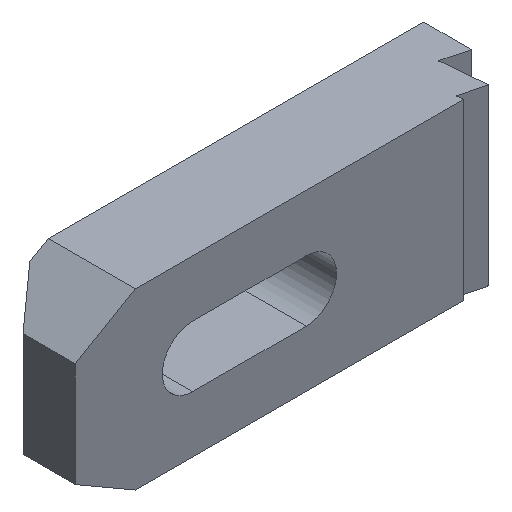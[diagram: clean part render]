
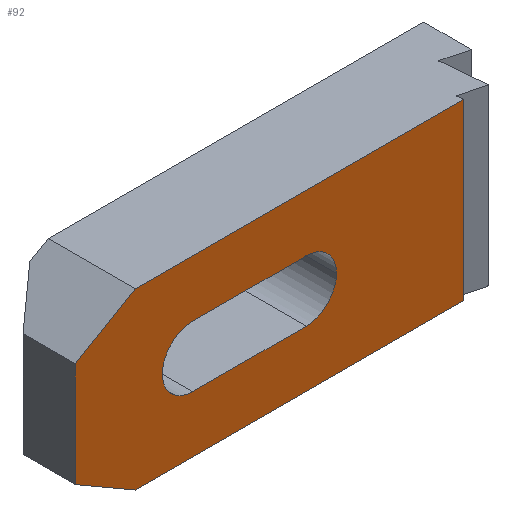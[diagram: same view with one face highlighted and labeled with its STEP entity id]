
A CAD part, isometric view. The second image highlights one B-rep face of the part: STEP entity #92.
In plain terms, the highlighted planar face has unit normal (0, -1, 0).
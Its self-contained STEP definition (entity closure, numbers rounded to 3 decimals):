
#92=ADVANCED_FACE('',(#130,#131),#132,.T.);
#130=FACE_BOUND('',#170,.T.);
#131=FACE_OUTER_BOUND('',#171,.T.);
#132=PLANE('',#172);
#170=EDGE_LOOP('',(#308,#309,#310,#311,#312,#313));
#171=EDGE_LOOP('',(#314,#315,#316,#317,#318,#319));
#172=AXIS2_PLACEMENT_3D('',#320,#321,#322);
#308=ORIENTED_EDGE('',*,*,#339,.T.);
#309=ORIENTED_EDGE('',*,*,#344,.T.);
#310=ORIENTED_EDGE('',*,*,#345,.T.);
#311=ORIENTED_EDGE('',*,*,#348,.T.);
#312=ORIENTED_EDGE('',*,*,#337,.T.);
#313=ORIENTED_EDGE('',*,*,#350,.T.);
#314=ORIENTED_EDGE('',*,*,#354,.T.);
#315=ORIENTED_EDGE('',*,*,#367,.F.);
#316=ORIENTED_EDGE('',*,*,#365,.T.);
#317=ORIENTED_EDGE('',*,*,#384,.T.);
#318=ORIENTED_EDGE('',*,*,#368,.T.);
#319=ORIENTED_EDGE('',*,*,#381,.T.);
#320=CARTESIAN_POINT('',(50.0,0.0,0.0));
#321=DIRECTION('',(0.0,-1.0,0.0));
#322=DIRECTION('',(1.0,0.0,0.0));
#337=EDGE_CURVE('',#386,#390,#392,.T.);
#339=EDGE_CURVE('',#396,#393,#397,.T.);
#344=EDGE_CURVE('',#393,#403,#405,.T.);
#345=EDGE_CURVE('',#403,#406,#407,.T.);
#348=EDGE_CURVE('',#406,#386,#411,.T.);
#350=EDGE_CURVE('',#390,#396,#413,.T.);
#354=EDGE_CURVE('',#420,#418,#421,.T.);
#365=EDGE_CURVE('',#439,#437,#440,.T.);
#367=EDGE_CURVE('',#439,#418,#442,.T.);
#368=EDGE_CURVE('',#443,#444,#445,.T.);
#381=EDGE_CURVE('',#444,#420,#466,.T.);
#384=EDGE_CURVE('',#437,#443,#469,.T.);
#386=VERTEX_POINT('',#471);
#390=VERTEX_POINT('',#476);
#392=CIRCLE('',#479,3.5);
#393=VERTEX_POINT('',#480);
#396=VERTEX_POINT('',#484);
#397=CIRCLE('',#485,3.5);
#403=VERTEX_POINT('',#492);
#405=CIRCLE('',#495,3.5);
#406=VERTEX_POINT('',#496);
#407=LINE('',#497,#498);
#411=CIRCLE('',#504,3.5);
#413=LINE('',#506,#507);
#418=VERTEX_POINT('',#514);
#420=VERTEX_POINT('',#517);
#421=LINE('',#518,#519);
#437=VERTEX_POINT('',#544);
#439=VERTEX_POINT('',#547);
#440=LINE('',#548,#549);
#442=LINE('',#552,#553);
#443=VERTEX_POINT('',#554);
#444=VERTEX_POINT('',#555);
#445=LINE('',#556,#557);
#466=LINE('',#590,#591);
#469=LINE('',#596,#597);
#471=CARTESIAN_POINT('',(10.0,0.0,10.0));
#476=CARTESIAN_POINT('',(13.5,0.0,13.5));
#479=AXIS2_PLACEMENT_3D('',#603,#604,#605);
#480=CARTESIAN_POINT('',(30.0,0.0,10.0));
#484=CARTESIAN_POINT('',(26.5,0.0,13.5));
#485=AXIS2_PLACEMENT_3D('',#607,#608,#609);
#492=CARTESIAN_POINT('',(26.5,0.0,6.5));
#495=AXIS2_PLACEMENT_3D('',#618,#619,#620);
#496=CARTESIAN_POINT('',(13.5,0.0,6.5));
#497=CARTESIAN_POINT('',(38.25,0.0,6.5));
#498=VECTOR('',#621,1.0);
#504=AXIS2_PLACEMENT_3D('',#624,#625,#626);
#506=CARTESIAN_POINT('',(31.75,0.0,13.5));
#507=VECTOR('',#630,1.0);
#514=CARTESIAN_POINT('',(0.0,0.0,16.0));
#517=CARTESIAN_POINT('',(6.928,0.0,20.0));
#518=CARTESIAN_POINT('',(36.937,0.0,37.325));
#519=VECTOR('',#634,1.0);
#544=CARTESIAN_POINT('',(6.928,0.0,0.0));
#547=CARTESIAN_POINT('',(0.0,0.0,4.0));
#548=CARTESIAN_POINT('',(41.267,0.0,-19.825));
#549=VECTOR('',#645,1.0);
#552=CARTESIAN_POINT('',(0.0,0.0,0.0));
#553=VECTOR('',#647,1.0);
#554=CARTESIAN_POINT('',(44.606,0.0,0.0));
#555=CARTESIAN_POINT('',(44.606,0.0,20.0));
#556=CARTESIAN_POINT('',(44.606,0.0,0.0));
#557=VECTOR('',#648,1.0);
#590=CARTESIAN_POINT('',(0.0,0.0,20.0));
#591=VECTOR('',#661,1.0);
#596=CARTESIAN_POINT('',(0.0,0.0,0.0));
#597=VECTOR('',#664,1.0);
#603=CARTESIAN_POINT('',(13.5,0.0,10.0));
#604=DIRECTION('',(0.0,1.0,0.0));
#605=DIRECTION('',(1.0,0.0,0.0));
#607=CARTESIAN_POINT('',(26.5,0.0,10.0));
#608=DIRECTION('',(0.0,1.0,0.0));
#609=DIRECTION('',(1.0,0.0,0.0));
#618=CARTESIAN_POINT('',(26.5,0.0,10.0));
#619=DIRECTION('',(0.0,1.0,0.0));
#620=DIRECTION('',(1.0,0.0,0.0));
#621=DIRECTION('',(-1.0,0.0,0.0));
#624=CARTESIAN_POINT('',(13.5,0.0,10.0));
#625=DIRECTION('',(0.0,1.0,0.0));
#626=DIRECTION('',(1.0,0.0,0.0));
#630=DIRECTION('',(1.0,0.0,0.0));
#634=DIRECTION('',(-0.866,0.0,-0.5));
#645=DIRECTION('',(0.866,0.0,-0.5));
#647=DIRECTION('',(0.0,0.0,1.0));
#648=DIRECTION('',(0.0,0.0,1.0));
#661=DIRECTION('',(-1.0,0.0,0.0));
#664=DIRECTION('',(1.0,0.0,0.0));
